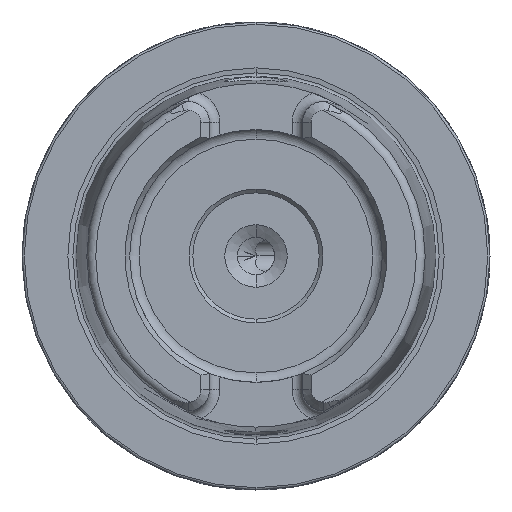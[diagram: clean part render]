
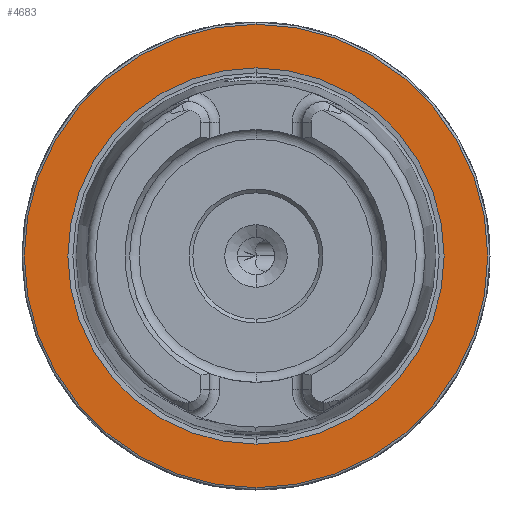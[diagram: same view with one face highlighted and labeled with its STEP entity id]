
A CAD part, left-side view. The second image highlights one B-rep face of the part: STEP entity #4683.
In plain terms, the highlighted planar face has unit normal (-1, 0, 0).
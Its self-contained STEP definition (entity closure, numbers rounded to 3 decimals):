
#1193 = EDGE_CURVE ( 'NONE', #6504, #16346, #6632, .T. ) ;
#1502 = ORIENTED_EDGE ( 'NONE', *, *, #7138, .T. ) ;
#2299 = FACE_BOUND ( 'NONE', #14037, .T. ) ;
#4050 = AXIS2_PLACEMENT_3D ( 'NONE', #15466, #5944, #11350 ) ;
#4576 = ORIENTED_EDGE ( 'NONE', *, *, #1193, .T. ) ;
#4683 = ADVANCED_FACE ( 'NONE', ( #2299, #8121 ), #11415, .F. ) ;
#4834 = AXIS2_PLACEMENT_3D ( 'NONE', #7850, #14874, #6486 ) ;
#4912 = EDGE_LOOP ( 'NONE', ( #4576, #1502 ) ) ;
#4955 = VERTEX_POINT ( 'NONE', #16607 ) ;
#5013 = DIRECTION ( 'NONE',  ( 1., 0., 0. ) ) ;
#5224 = CIRCLE ( 'NONE', #4050, 31.2 ) ;
#5291 = CARTESIAN_POINT ( 'NONE',  ( 0., 0., 25.324 ) ) ;
#5772 = EDGE_CURVE ( 'NONE', #4955, #10092, #17400, .T. ) ;
#5944 = DIRECTION ( 'NONE',  ( -1., 0., 0. ) ) ;
#6012 = DIRECTION ( 'NONE',  ( 0., 0., 1. ) ) ;
#6305 = DIRECTION ( 'NONE',  ( -1., 0., 0. ) ) ;
#6486 = DIRECTION ( 'NONE',  ( 0., 0., 1. ) ) ;
#6504 = VERTEX_POINT ( 'NONE', #15257 ) ;
#6632 = CIRCLE ( 'NONE', #9368, 31.2 ) ;
#7138 = EDGE_CURVE ( 'NONE', #16346, #6504, #5224, .T. ) ;
#7658 = CARTESIAN_POINT ( 'NONE',  ( 0., 31.2, 0. ) ) ;
#7850 = CARTESIAN_POINT ( 'NONE',  ( 0., 0., 0. ) ) ;
#8121 = FACE_OUTER_BOUND ( 'NONE', #4912, .T. ) ;
#8834 = CARTESIAN_POINT ( 'NONE',  ( 0., 0., 0. ) ) ;
#9368 = AXIS2_PLACEMENT_3D ( 'NONE', #17410, #6305, #11744 ) ;
#9816 = CARTESIAN_POINT ( 'NONE',  ( 0., 0., -31.2 ) ) ;
#10092 = VERTEX_POINT ( 'NONE', #5291 ) ;
#10419 = EDGE_CURVE ( 'NONE', #10092, #4955, #13424, .T. ) ;
#10458 = DIRECTION ( 'NONE',  ( 0., 0., -1. ) ) ;
#11350 = DIRECTION ( 'NONE',  ( 0., 0., 1. ) ) ;
#11415 = PLANE ( 'NONE',  #13723 ) ;
#11744 = DIRECTION ( 'NONE',  ( 0., 0., 1. ) ) ;
#12776 = AXIS2_PLACEMENT_3D ( 'NONE', #8834, #12883, #6012 ) ;
#12883 = DIRECTION ( 'NONE',  ( -1., 0., 0. ) ) ;
#13424 = CIRCLE ( 'NONE', #12776, 25.324 ) ;
#13715 = ORIENTED_EDGE ( 'NONE', *, *, #5772, .F. ) ;
#13723 = AXIS2_PLACEMENT_3D ( 'NONE', #7658, #5013, #10458 ) ;
#14037 = EDGE_LOOP ( 'NONE', ( #16013, #13715 ) ) ;
#14874 = DIRECTION ( 'NONE',  ( -1., 0., 0. ) ) ;
#15257 = CARTESIAN_POINT ( 'NONE',  ( 0., 0., 31.2 ) ) ;
#15466 = CARTESIAN_POINT ( 'NONE',  ( 0., 0., 0. ) ) ;
#16013 = ORIENTED_EDGE ( 'NONE', *, *, #10419, .F. ) ;
#16346 = VERTEX_POINT ( 'NONE', #9816 ) ;
#16607 = CARTESIAN_POINT ( 'NONE',  ( 0., 0., -25.324 ) ) ;
#17400 = CIRCLE ( 'NONE', #4834, 25.324 ) ;
#17410 = CARTESIAN_POINT ( 'NONE',  ( 0., 0., 0. ) ) ;
